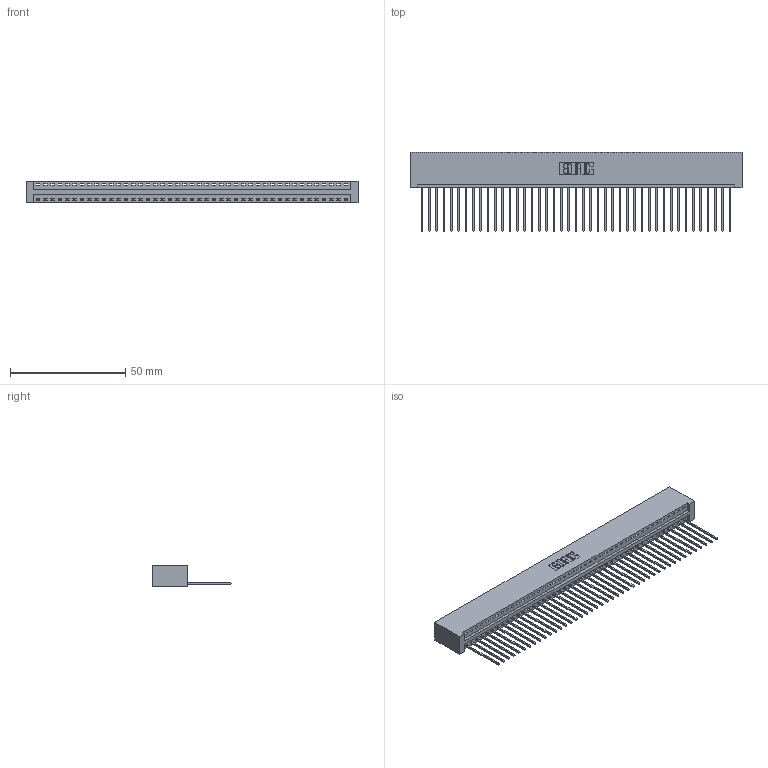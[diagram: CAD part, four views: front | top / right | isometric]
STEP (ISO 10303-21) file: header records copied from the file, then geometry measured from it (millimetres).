
FILE_DESCRIPTION (( 'STEP AP203' ), '1' );
FILE_NAME ('396-043-541-101.STEP', '2018-09-07T02:31:51', ( '' ), ( '' ), 'SwSTEP 2.0', 'SolidWorks 2016', '' );
FILE_SCHEMA (( 'CONFIG_CONTROL_DESIGN' ));
Length unit declared in the file: inch
Products named in the file (3): 396-043-541-101; 346 Part_No Mounting Lugs; 345-292-001_345-293-141
Assembly tree (44 placements, depth 2):
  396-043-541-101
    346 Part_No Mounting Lugs
    345-292-001_345-293-141  x43
Bounding box: 143.76 x 34.29 x 9.4 mm (x, y, z)
Volume: 14459.6 mm3; surface area: 19006.2 mm2
Topology: 44 solids, 44 shells, 2608 faces, 7873 edges, 5190 vertices
Faces by surface type: plane 1792, cylinder 816
Entity records: 26293 total; most frequent: CARTESIAN_POINT 4513, ORIENTED_EDGE 4490, DIRECTION 3975, EDGE_CURVE 2245, VECTOR 1949, LINE 1949, VERTEX_POINT 1494, AXIS2_PLACEMENT_3D 1013
